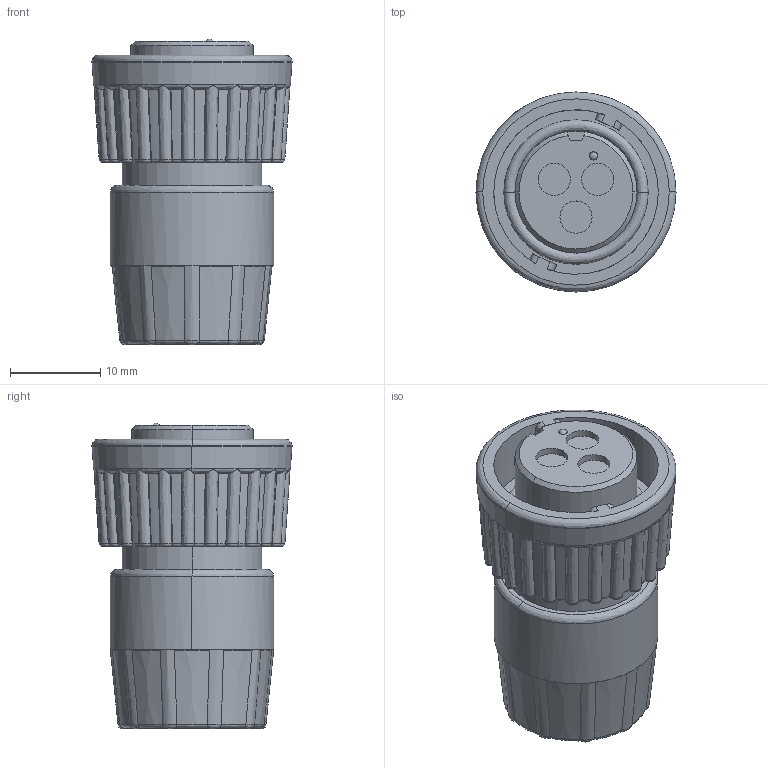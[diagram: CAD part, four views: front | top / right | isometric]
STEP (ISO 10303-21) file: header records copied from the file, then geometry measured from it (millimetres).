
FILE_DESCRIPTION (( 'STEP AP203' ), '1' );
FILE_NAME ('3180-3SG-3DC.STEP', '2016-01-12T19:12:54', ( '' ), ( '' ), 'SwSTEP 2.0', 'SolidWorks 2014', '' );
FILE_SCHEMA (( 'CONFIG_CONTROL_DESIGN' ));
Length unit declared in the file: inch
Products named in the file (1): 3180-3SG-3DC
Bounding box: 22.23 x 22.23 x 33.98 mm (x, y, z)
Volume: 8072.4 mm3; surface area: 3699.6 mm2
Topology: 1 solids, 1 shells, 270 faces, 734 edges, 476 vertices
Faces by surface type: bspline 150, plane 55, cone 40, cylinder 25
Entity records: 13495 total; most frequent: CARTESIAN_POINT 8214, ORIENTED_EDGE 1468, EDGE_CURVE 734, DIRECTION 644, VERTEX_POINT 476, B_SPLINE_CURVE_WITH_KNOTS 321, AXIS2_PLACEMENT_3D 281, EDGE_LOOP 280
